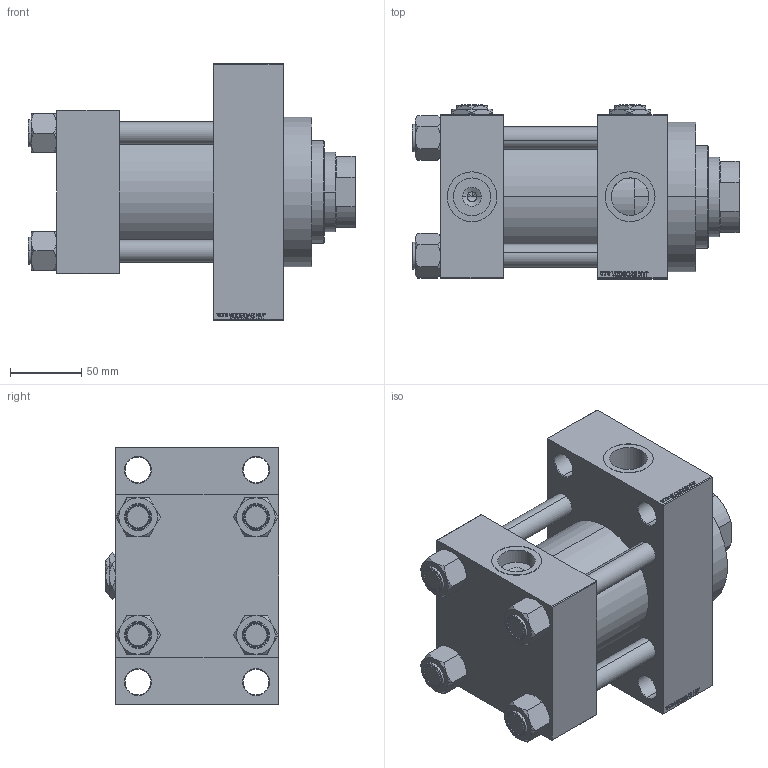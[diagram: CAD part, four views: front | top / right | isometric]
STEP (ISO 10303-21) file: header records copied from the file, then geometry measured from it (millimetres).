
FILE_DESCRIPTION (( 'STEP AP203' ), '1' );
FILE_NAME ('9b12.STEP', '2023-08-23T17:10:45', ( '' ), ( '' ), 'SwSTEP 2.0', 'SolidWorks 2019', '' );
FILE_SCHEMA (( 'CONFIG_CONTROL_DESIGN' ));
Length unit declared in the file: millimetre
Products named in the file (7): V215CR_VCP_D 9b23753eb96b1c6f8052ba7236e1f7d2; V215_VC_A 9b23753eb96b1c6f8052ba7236e1f7d2; 9b12; V215CR_D_TYCINKA 9b23753eb96b1c6f8052ba7236e1f7d2; NUT_M5_D 9b23753eb96b1c6f8052ba7236e1f7d2; Zatka_pro_OIL_PORT 9b23753eb96b1c6f8052ba7236e1f7d2; V215CR_D_Body 9b23753eb96b1c6f8052ba7236e1f7d2
Assembly tree (13 placements, depth 2):
  9b12
    V215CR_D_Body 9b23753eb96b1c6f8052ba7236e1f7d2
    V215CR_VCP_D 9b23753eb96b1c6f8052ba7236e1f7d2
    NUT_M5_D 9b23753eb96b1c6f8052ba7236e1f7d2  x4
    V215CR_D_TYCINKA 9b23753eb96b1c6f8052ba7236e1f7d2  x4
    V215_VC_A 9b23753eb96b1c6f8052ba7236e1f7d2
    Zatka_pro_OIL_PORT 9b23753eb96b1c6f8052ba7236e1f7d2  x2
Bounding box: 230 x 122 x 180 mm (x, y, z)
Volume: 2087669.9 mm3; surface area: 317446.6 mm2
Topology: 13 solids, 13 shells, 1249 faces, 3140 edges, 2032 vertices
Faces by surface type: plane 592, bspline 368, cone 184, cylinder 97, torus 8
Entity records: 49806 total; most frequent: CARTESIAN_POINT 25905, ORIENTED_EDGE 5352, DIRECTION 3512, EDGE_CURVE 2676, VERTEX_POINT 1752, LINE 1568, VECTOR 1568, EDGE_LOOP 1188
